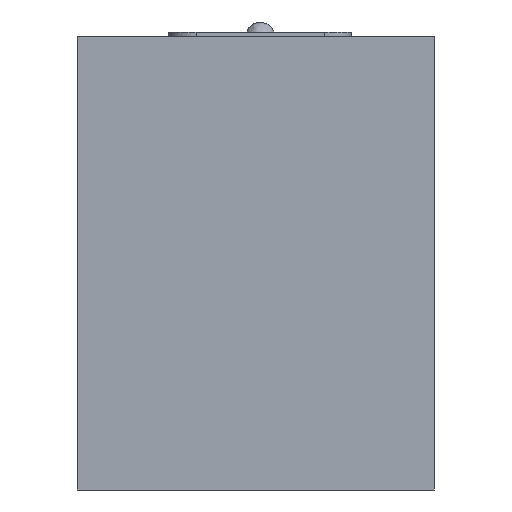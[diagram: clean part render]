
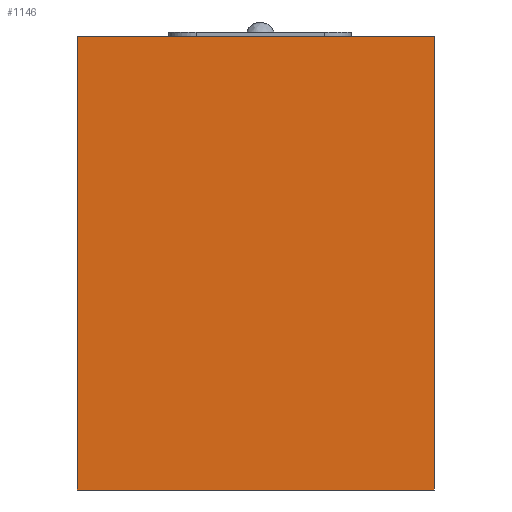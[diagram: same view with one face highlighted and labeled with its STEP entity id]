
A CAD part, left-side view. The second image highlights one B-rep face of the part: STEP entity #1146.
In plain terms, the highlighted planar face has unit normal (-1, 0, 0).
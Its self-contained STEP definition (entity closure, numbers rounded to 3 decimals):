
#498 = CARTESIAN_POINT ( 'NONE',  ( -86.317, -19., 24.75 ) ) ;
#499 = ORIENTED_EDGE ( 'NONE', *, *, #26787, .T. ) ;
#1146 = ADVANCED_FACE ( 'NONE', ( #2390 ), #5417, .F. ) ;
#2188 = LINE ( 'NONE', #34969, #17437 ) ;
#2390 = FACE_OUTER_BOUND ( 'NONE', #5899, .T. ) ;
#2932 = ORIENTED_EDGE ( 'NONE', *, *, #24662, .F. ) ;
#4207 = ORIENTED_EDGE ( 'NONE', *, *, #31271, .F. ) ;
#5063 = DIRECTION ( 'NONE',  ( 1., 0., 0. ) ) ;
#5417 = PLANE ( 'NONE',  #21939 ) ;
#5899 = EDGE_LOOP ( 'NONE', ( #4207, #2932, #499, #31285 ) ) ;
#7280 = EDGE_CURVE ( 'NONE', #19558, #29579, #12508, .T. ) ;
#8401 = VERTEX_POINT ( 'NONE', #30845 ) ;
#8718 = LINE ( 'NONE', #498, #12812 ) ;
#12508 = LINE ( 'NONE', #33534, #31888 ) ;
#12683 = CARTESIAN_POINT ( 'NONE',  ( -86.317, 20., 24.75 ) ) ;
#12812 = VECTOR ( 'NONE', #22394, 1000. ) ;
#15906 = DIRECTION ( 'NONE',  ( 0., 0., -1. ) ) ;
#17437 = VECTOR ( 'NONE', #23900, 1000. ) ;
#18586 = CARTESIAN_POINT ( 'NONE',  ( -86.317, 20., 24.75 ) ) ;
#19558 = VERTEX_POINT ( 'NONE', #25658 ) ;
#21939 = AXIS2_PLACEMENT_3D ( 'NONE', #18586, #5063, #15906 ) ;
#22394 = DIRECTION ( 'NONE',  ( 0., 0., -1. ) ) ;
#22785 = DIRECTION ( 'NONE',  ( 0., -1., 0. ) ) ;
#23900 = DIRECTION ( 'NONE',  ( 0., 0., -1. ) ) ;
#24662 = EDGE_CURVE ( 'NONE', #28373, #8401, #24784, .T. ) ;
#24784 = LINE ( 'NONE', #32985, #25208 ) ;
#25208 = VECTOR ( 'NONE', #22785, 1000. ) ;
#25658 = CARTESIAN_POINT ( 'NONE',  ( -86.317, 20., -24.75 ) ) ;
#26787 = EDGE_CURVE ( 'NONE', #28373, #19558, #2188, .T. ) ;
#28373 = VERTEX_POINT ( 'NONE', #12683 ) ;
#29579 = VERTEX_POINT ( 'NONE', #30733 ) ;
#30733 = CARTESIAN_POINT ( 'NONE',  ( -86.317, -19., -24.75 ) ) ;
#30845 = CARTESIAN_POINT ( 'NONE',  ( -86.317, -19., 24.75 ) ) ;
#31197 = DIRECTION ( 'NONE',  ( 0., -1., 0. ) ) ;
#31271 = EDGE_CURVE ( 'NONE', #8401, #29579, #8718, .T. ) ;
#31285 = ORIENTED_EDGE ( 'NONE', *, *, #7280, .T. ) ;
#31888 = VECTOR ( 'NONE', #31197, 1000. ) ;
#32985 = CARTESIAN_POINT ( 'NONE',  ( -86.317, 20., 24.75 ) ) ;
#33534 = CARTESIAN_POINT ( 'NONE',  ( -86.317, 0.5, -24.75 ) ) ;
#34969 = CARTESIAN_POINT ( 'NONE',  ( -86.317, 20., 24.75 ) ) ;
